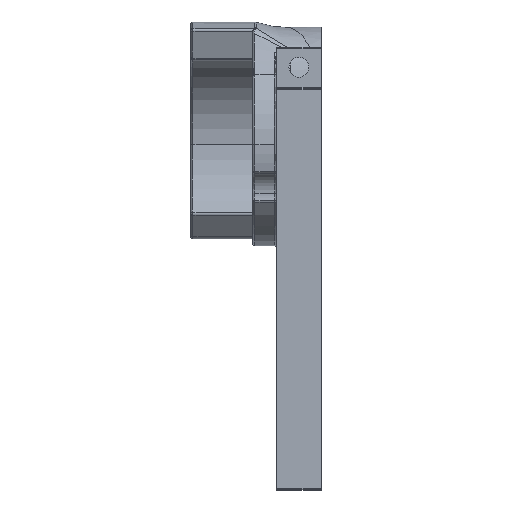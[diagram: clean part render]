
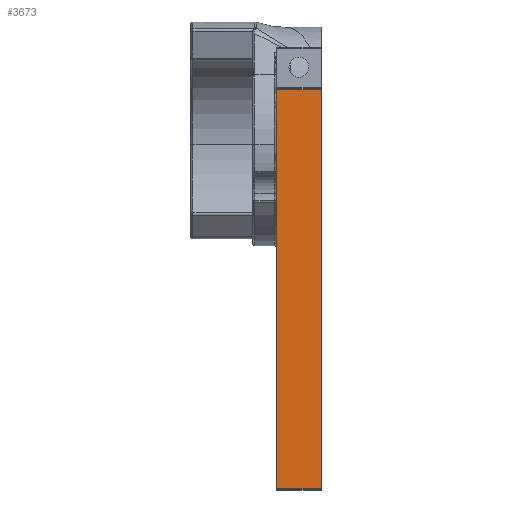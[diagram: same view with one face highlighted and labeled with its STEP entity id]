
A CAD part, top view. The second image highlights one B-rep face of the part: STEP entity #3673.
In plain terms, the highlighted planar face has unit normal (0, 0, 1).
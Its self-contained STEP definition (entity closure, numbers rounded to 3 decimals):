
#29 = ORIENTED_EDGE ( 'NONE', *, *, #835, .T. ) ;
#63 = ORIENTED_EDGE ( 'NONE', *, *, #647, .T. ) ;
#99 = CARTESIAN_POINT ( 'NONE',  ( 8., -71.8, 75. ) ) ;
#411 = CARTESIAN_POINT ( 'NONE',  ( 0., -71.8, 75. ) ) ;
#543 = DIRECTION ( 'NONE',  ( 0., -1., 0. ) ) ;
#647 = EDGE_CURVE ( 'NONE', #4794, #1132, #3912, .T. ) ;
#677 = EDGE_LOOP ( 'NONE', ( #3946, #29, #2684, #63 ) ) ;
#835 = EDGE_CURVE ( 'NONE', #5451, #4918, #3630, .T. ) ;
#954 = CARTESIAN_POINT ( 'NONE',  ( 0., 0., 75. ) ) ;
#1132 = VERTEX_POINT ( 'NONE', #2904 ) ;
#1343 = DIRECTION ( 'NONE',  ( 1., 0., 0. ) ) ;
#1522 = DIRECTION ( 'NONE',  ( -1., 0., 0. ) ) ;
#1926 = PLANE ( 'NONE',  #2123 ) ;
#1981 = VECTOR ( 'NONE', #1343, 1000. ) ;
#2123 = AXIS2_PLACEMENT_3D ( 'NONE', #3619, #5342, #5421 ) ;
#2395 = VECTOR ( 'NONE', #543, 1000. ) ;
#2684 = ORIENTED_EDGE ( 'NONE', *, *, #5007, .T. ) ;
#2812 = CARTESIAN_POINT ( 'NONE',  ( 8., -0.2, 75. ) ) ;
#2904 = CARTESIAN_POINT ( 'NONE',  ( 8., -71.8, 75. ) ) ;
#3057 = VECTOR ( 'NONE', #1522, 1000. ) ;
#3070 = LINE ( 'NONE', #954, #2395 ) ;
#3092 = VECTOR ( 'NONE', #3846, 1000. ) ;
#3619 = CARTESIAN_POINT ( 'NONE',  ( 8., 0., 75. ) ) ;
#3630 = LINE ( 'NONE', #4443, #3057 ) ;
#3673 = ADVANCED_FACE ( 'NONE', ( #4182 ), #1926, .F. ) ;
#3846 = DIRECTION ( 'NONE',  ( 0., -1., 0. ) ) ;
#3910 = CARTESIAN_POINT ( 'NONE',  ( 0., -0.2, 75. ) ) ;
#3912 = LINE ( 'NONE', #99, #1981 ) ;
#3946 = ORIENTED_EDGE ( 'NONE', *, *, #4334, .F. ) ;
#4182 = FACE_OUTER_BOUND ( 'NONE', #677, .T. ) ;
#4334 = EDGE_CURVE ( 'NONE', #5451, #1132, #4689, .T. ) ;
#4443 = CARTESIAN_POINT ( 'NONE',  ( 8., -0.2, 75. ) ) ;
#4689 = LINE ( 'NONE', #5195, #3092 ) ;
#4794 = VERTEX_POINT ( 'NONE', #411 ) ;
#4918 = VERTEX_POINT ( 'NONE', #3910 ) ;
#5007 = EDGE_CURVE ( 'NONE', #4918, #4794, #3070, .T. ) ;
#5195 = CARTESIAN_POINT ( 'NONE',  ( 8., 0., 75. ) ) ;
#5342 = DIRECTION ( 'NONE',  ( 0., 0., -1. ) ) ;
#5421 = DIRECTION ( 'NONE',  ( 0., 1., 0. ) ) ;
#5451 = VERTEX_POINT ( 'NONE', #2812 ) ;
